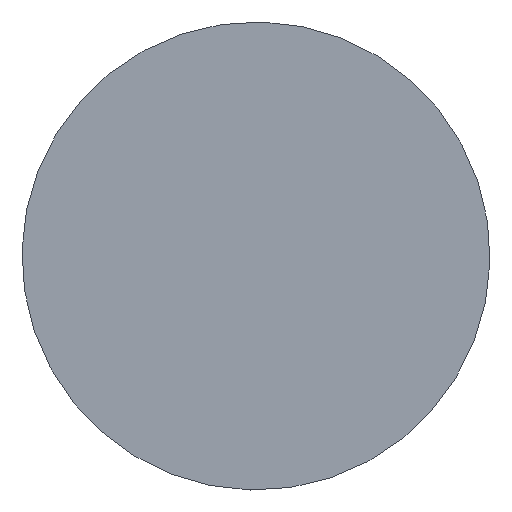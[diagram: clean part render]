
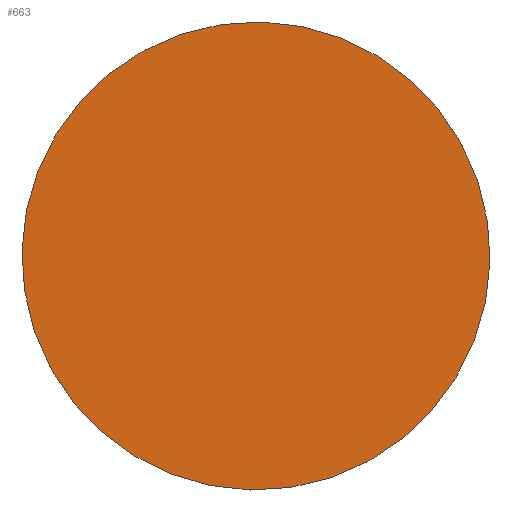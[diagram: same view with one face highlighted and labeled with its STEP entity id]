
A CAD part, front view. The second image highlights one B-rep face of the part: STEP entity #663.
In plain terms, the highlighted planar face has unit normal (0, -1, 0).
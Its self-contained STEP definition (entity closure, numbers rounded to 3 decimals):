
#103=FACE_OUTER_BOUND('',#141,.T.);
#141=EDGE_LOOP('',(#423,#424));
#184=CIRCLE('',#726,22.5);
#185=CIRCLE('',#727,22.5);
#255=VERTEX_POINT('',#1083);
#256=VERTEX_POINT('',#1084);
#325=EDGE_CURVE('',#255,#256,#184,.T.);
#326=EDGE_CURVE('',#256,#255,#185,.T.);
#423=ORIENTED_EDGE('',*,*,#325,.F.);
#424=ORIENTED_EDGE('',*,*,#326,.F.);
#617=PLANE('',#725);
#663=ADVANCED_FACE('',(#103),#617,.T.);
#725=AXIS2_PLACEMENT_3D('',#1082,#839,#840);
#726=AXIS2_PLACEMENT_3D('',#1085,#841,#842);
#727=AXIS2_PLACEMENT_3D('',#1086,#843,#844);
#839=DIRECTION('center_axis',(0.,-1.,0.));
#840=DIRECTION('ref_axis',(0.989,0.,0.149));
#841=DIRECTION('center_axis',(0.,1.,0.));
#842=DIRECTION('ref_axis',(0.149,0.,-0.989));
#843=DIRECTION('center_axis',(0.,1.,0.));
#844=DIRECTION('ref_axis',(0.149,0.,-0.989));
#1082=CARTESIAN_POINT('Origin',(1.675,-64.5,-11.125));
#1083=CARTESIAN_POINT('',(3.351,-64.5,-22.249));
#1084=CARTESIAN_POINT('',(-3.351,-64.5,22.249));
#1085=CARTESIAN_POINT('Origin',(0.,-64.5,0.));
#1086=CARTESIAN_POINT('Origin',(0.,-64.5,0.));
